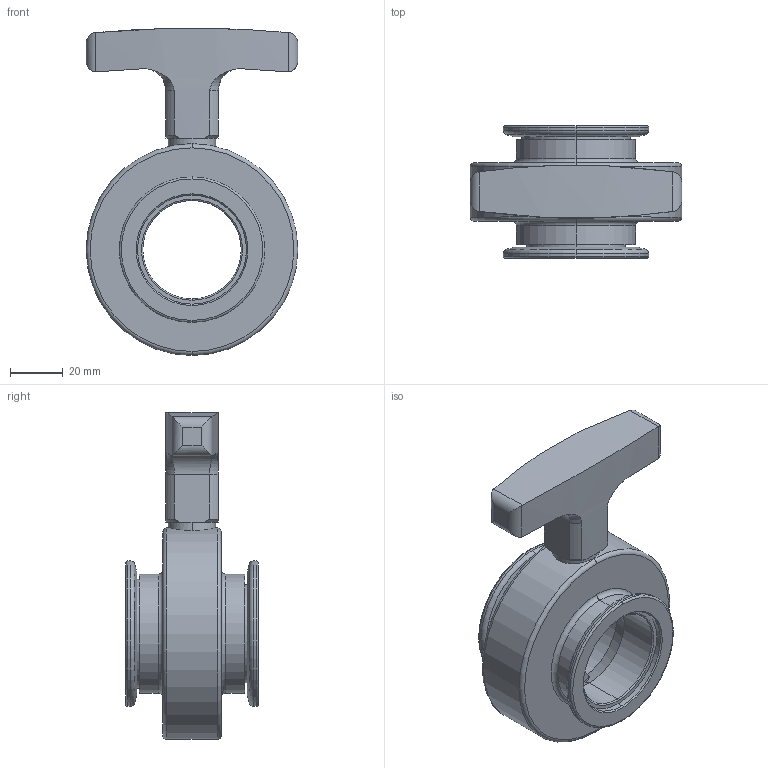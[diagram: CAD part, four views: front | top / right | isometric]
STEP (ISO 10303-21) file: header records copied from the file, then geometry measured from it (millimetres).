
FILE_DESCRIPTION (( 'STEP AP203' ), '1' );
FILE_NAME ('010002-00-BG_Schmetterlingsventil_DN40.STEP', '2020-06-12T14:26:11', ( '' ), ( '' ), 'SwSTEP 2.0', 'SolidWorks 2017', '' );
FILE_SCHEMA (( 'CONFIG_CONTROL_DESIGN' ));
Length unit declared in the file: millimetre
Products named in the file (1): 010002-00-BG_Schmetterlingsventil_DN40
Bounding box: 80 x 50 x 123.61 mm (x, y, z)
Surface area: 32946 mm2 (no closed solid volume)
Topology: 0 solids, 4 shells, 87 faces, 227 edges, 144 vertices
Faces by surface type: cylinder 41, torus 22, cone 14, plane 10
Entity records: 3224 total; most frequent: CARTESIAN_POINT 1054, DIRECTION 445, ORIENTED_EDGE 428, EDGE_CURVE 227, AXIS2_PLACEMENT_3D 190, VERTEX_POINT 144, CIRCLE 102, EDGE_LOOP 93
